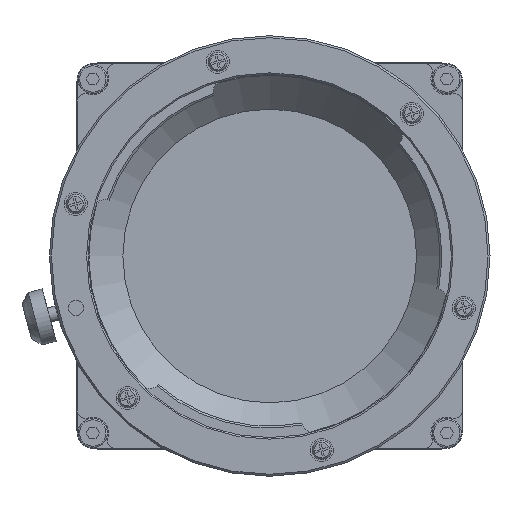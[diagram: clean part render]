
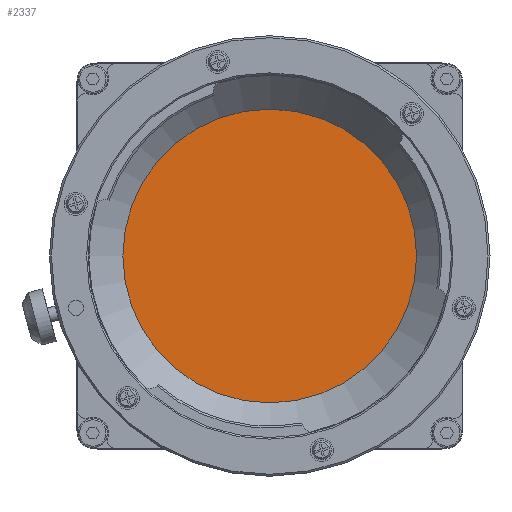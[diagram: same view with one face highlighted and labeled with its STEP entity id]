
A CAD part, left-side view. The second image highlights one B-rep face of the part: STEP entity #2337.
In plain terms, the highlighted planar face has unit normal (-1, 0, 0).
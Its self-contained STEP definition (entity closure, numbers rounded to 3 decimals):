
#2337 = ADVANCED_FACE( '', ( #5006 ), #5007, .T. );
#5006 = FACE_OUTER_BOUND( '', #8009, .T. );
#5007 = PLANE( '', #8010 );
#8009 = EDGE_LOOP( '', ( #14397 ) );
#8010 = AXIS2_PLACEMENT_3D( '', #14398, #14399, #14400 );
#14397 = ORIENTED_EDGE( '', *, *, #17402, .F. );
#14398 = CARTESIAN_POINT( '', ( 2.9, 21., 0. ) );
#14399 = DIRECTION( '', ( -1., 0., 0. ) );
#14400 = DIRECTION( '', ( 0., 0., 1. ) );
#17402 = EDGE_CURVE( '', #21230, #21230, #21231, .F. );
#21230 = VERTEX_POINT( '', #26491 );
#21231 = CIRCLE( '', #26492, 19. );
#26491 = CARTESIAN_POINT( '', ( 2.9, 0., 19. ) );
#26492 = AXIS2_PLACEMENT_3D( '', #29767, #29768, #29769 );
#29767 = CARTESIAN_POINT( '', ( 2.9, 0., 0. ) );
#29768 = DIRECTION( '', ( -1., 0., 0. ) );
#29769 = DIRECTION( '', ( 0., 0., 1. ) );
